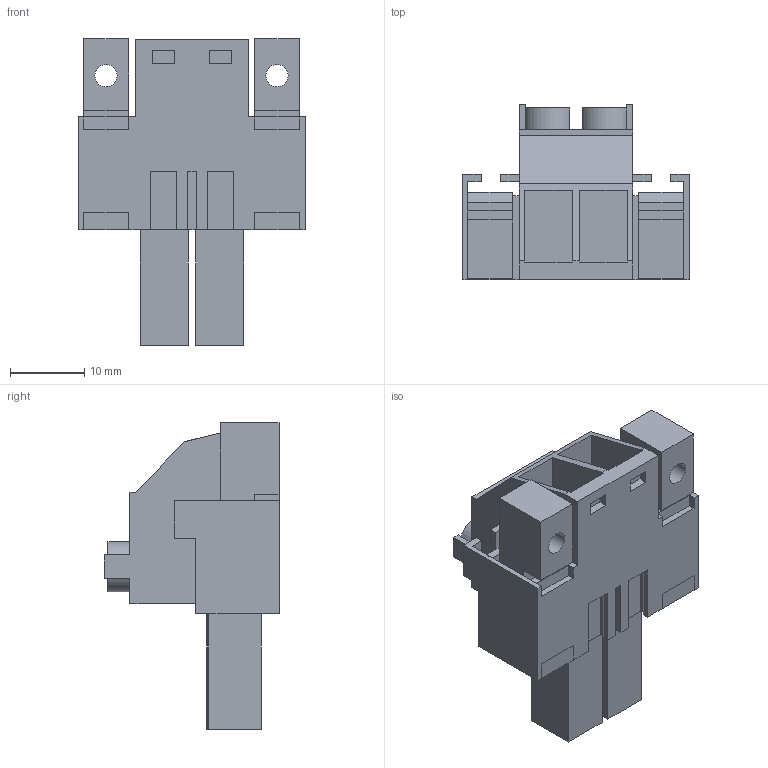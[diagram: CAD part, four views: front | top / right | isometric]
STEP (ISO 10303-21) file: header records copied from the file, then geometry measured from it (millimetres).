
FILE_DESCRIPTION(('CATIA V5R24 STEP','CAx-IF Rec.Pracs.--- Model Styling and Organization---1.2---2011-12-15'),'2;1');
FILE_NAME ('D1459320_0_1929740000_1929740000.stp','2017-12-07T10:47:32+00:00',('none'),('Weidmueller'),'CATIA Version 5-6 Release 2014 SP4 HF52','CATIA V5 STEP AP214','none');
FILE_SCHEMA(('AUTOMOTIVE_DESIGN { 1 0 10303 214 1 1 1 1 }'));
Length unit declared in the file: millimetre
Products named in the file (1): 1929740000
Bounding box: 30.48 x 23.6 x 41.2 mm (x, y, z)
Volume: 9636.7 mm3; surface area: 9186.7 mm2
Topology: 7 solids, 7 shells, 348 faces, 959 edges, 640 vertices
Faces by surface type: plane 310, cylinder 34, extrusion 4
Entity records: 11000 total; most frequent: CARTESIAN_POINT 2106, ORIENTED_EDGE 1918, DIRECTION 1513, EDGE_CURVE 959, VECTOR 887, LINE 883, VERTEX_POINT 640, EDGE_LOOP 387
